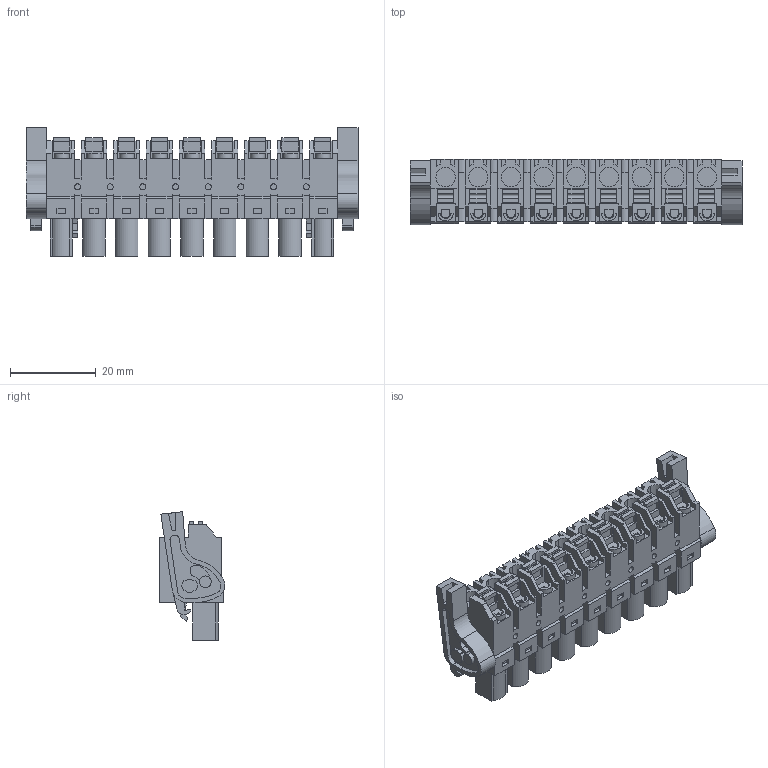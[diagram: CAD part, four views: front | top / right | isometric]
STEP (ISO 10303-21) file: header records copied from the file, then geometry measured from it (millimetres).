
FILE_DESCRIPTION(('CATIA V5 STEP Exchange','CAx-IF Rec.Pracs.--- Model Styling and Organization---1.2---2011-12-15'),'2;1');
FILE_NAME ('D1449884_0_1227450000_1227450000.stp','2017-04-08T10:39:20+00:00',('none'),('Weidmueller'),'CATIA Version 5-6 Release 2014','CATIA V5 STEP AP214','none');
FILE_SCHEMA(('AUTOMOTIVE_DESIGN { 1 0 10303 214 1 1 1 1 }'));
Length unit declared in the file: millimetre
Products named in the file (1): 1227450000
Bounding box: 77.4 x 15.31 x 29.96 mm (x, y, z)
Volume: 16929.6 mm3; surface area: 12178.2 mm2
Topology: 12 solids, 12 shells, 1023 faces, 2884 edges, 1976 vertices
Faces by surface type: plane 776, cylinder 239, extrusion 8
Entity records: 30730 total; most frequent: CARTESIAN_POINT 6049, ORIENTED_EDGE 5768, DIRECTION 3908, EDGE_CURVE 2884, VECTOR 2242, LINE 2234, VERTEX_POINT 1976, EDGE_LOOP 1122
